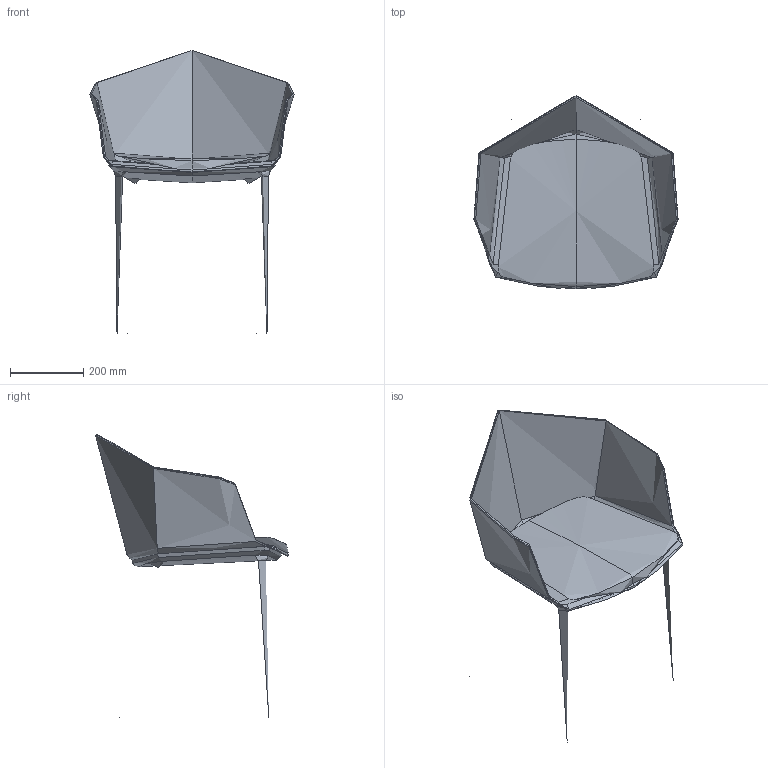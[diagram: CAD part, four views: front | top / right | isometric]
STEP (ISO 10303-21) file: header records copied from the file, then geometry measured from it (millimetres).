
FILE_DESCRIPTION(/* description */ (''),/* implementation_level */ '2;1');
FILE_NAME(/* name */ 'Wave 032-BL',/* time_stamp */ '2020-12-09T22:06:15+01:00',/* author */ (''),/* organization */ (''),/* preprocessor_version */ 'ST-DEVELOPER v16.5',/* originating_system */ '',/* authorisation */ '');
FILE_SCHEMA (('AUTOMOTIVE_DESIGN'));
Length unit declared in the file: millimetre
Products named in the file (1): Document
Bounding box: 557.66 x 526.59 x 772.32 mm (x, y, z)
Volume: 2833373.8 mm3; surface area: 1503382.9 mm2
Topology: 1 solids, 3 shells, 90 faces, 209 edges, 123 vertices
Faces by surface type: bspline 86, plane 4
Entity records: 17187 total; most frequent: CARTESIAN_POINT 15938, ORIENTED_EDGE 392, EDGE_CURVE 201, B_SPLINE_CURVE_WITH_KNOTS 122, VERTEX_POINT 115, ADVANCED_FACE 90, FACE_OUTER_BOUND 90, EDGE_LOOP 90
